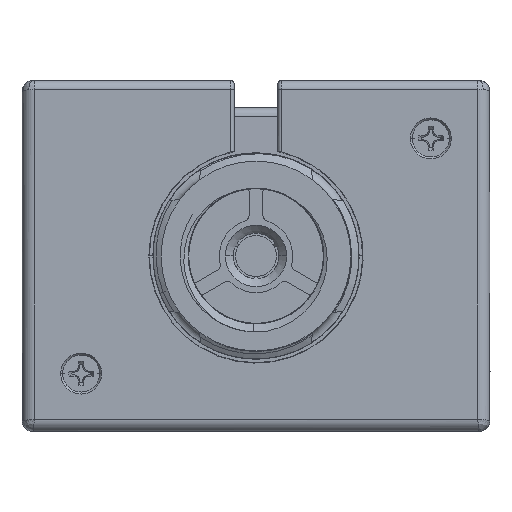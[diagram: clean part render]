
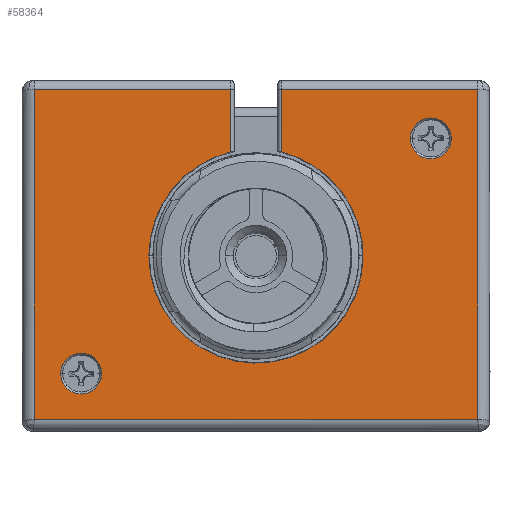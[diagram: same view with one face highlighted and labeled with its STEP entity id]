
A CAD part, front view. The second image highlights one B-rep face of the part: STEP entity #58364.
In plain terms, the highlighted planar face has unit normal (0, -1, 0).
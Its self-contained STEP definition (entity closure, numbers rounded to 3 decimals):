
#51230=DIRECTION('',(-1.,0.,0.));
#51231=VECTOR('',#51230,64.4);
#51232=CARTESIAN_POINT('',(32.2,0.,-23.7));
#51233=LINE('',#51232,#51231);
#51248=CARTESIAN_POINT('',(0.,0.,0.));
#51249=DIRECTION('',(0.,1.,0.));
#51250=DIRECTION('',(0.236,0.,0.972));
#51251=AXIS2_PLACEMENT_3D('',#51248,#51249,#51250);
#51253=CARTESIAN_POINT('',(0.,0.,0.));
#51254=DIRECTION('',(0.,1.,0.));
#51255=DIRECTION('',(-1.,0.,0.));
#51256=AXIS2_PLACEMENT_3D('',#51253,#51254,#51255);
#51258=CARTESIAN_POINT('',(-25.4,0.,-17.09));
#51259=DIRECTION('',(0.,1.,0.));
#51260=DIRECTION('',(1.,0.,0.));
#51261=AXIS2_PLACEMENT_3D('',#51258,#51259,#51260);
#51263=CARTESIAN_POINT('',(-25.4,0.,-17.09));
#51264=DIRECTION('',(0.,-1.,0.));
#51265=DIRECTION('',(1.,0.,0.));
#51266=AXIS2_PLACEMENT_3D('',#51263,#51264,#51265);
#51268=CARTESIAN_POINT('',(-25.4,0.,-17.09));
#51269=DIRECTION('',(0.,1.,0.));
#51270=DIRECTION('',(0.,0.,-1.));
#51271=AXIS2_PLACEMENT_3D('',#51268,#51269,#51270);
#51273=CARTESIAN_POINT('',(25.4,0.,17.09));
#51274=DIRECTION('',(0.,1.,0.));
#51275=DIRECTION('',(1.,0.,0.));
#51276=AXIS2_PLACEMENT_3D('',#51273,#51274,#51275);
#51278=CARTESIAN_POINT('',(25.4,0.,17.09));
#51279=DIRECTION('',(0.,-1.,0.));
#51280=DIRECTION('',(1.,0.,0.));
#51281=AXIS2_PLACEMENT_3D('',#51278,#51279,#51280);
#51283=CARTESIAN_POINT('',(25.4,0.,17.09));
#51284=DIRECTION('',(0.,1.,0.));
#51285=DIRECTION('',(0.,0.,-1.));
#51286=AXIS2_PLACEMENT_3D('',#51283,#51284,#51285);
#51308=DIRECTION('',(0.,0.,-1.));
#51309=VECTOR('',#51308,9.027);
#51310=CARTESIAN_POINT('',(-3.675,0.,24.15));
#51311=LINE('',#51310,#51309);
#51360=DIRECTION('',(1.,0.,0.));
#51361=VECTOR('',#51360,28.525);
#51362=CARTESIAN_POINT('',(-32.2,0.,24.15));
#51363=LINE('',#51362,#51361);
#51378=DIRECTION('',(0.,0.,1.));
#51379=VECTOR('',#51378,47.85);
#51380=CARTESIAN_POINT('',(-32.2,0.,-23.7));
#51381=LINE('',#51380,#51379);
#52542=DIRECTION('',(0.,0.,-1.));
#52543=VECTOR('',#52542,47.85);
#52544=CARTESIAN_POINT('',(32.2,0.,24.15));
#52545=LINE('',#52544,#52543);
#52603=DIRECTION('',(1.,0.,0.));
#52604=VECTOR('',#52603,28.525);
#52605=CARTESIAN_POINT('',(3.675,0.,24.15));
#52606=LINE('',#52605,#52604);
#52622=DIRECTION('',(0.,0.,1.));
#52623=VECTOR('',#52622,9.027);
#52624=CARTESIAN_POINT('',(3.675,0.,15.123));
#52625=LINE('',#52624,#52623);
#56848=CARTESIAN_POINT('',(32.2,0.,-23.7));
#56849=CARTESIAN_POINT('',(-32.2,0.,-23.7));
#56850=VERTEX_POINT('',#56848);
#56851=VERTEX_POINT('',#56849);
#56852=CARTESIAN_POINT('',(3.675,0.,24.15));
#56853=CARTESIAN_POINT('',(32.2,0.,24.15));
#56854=VERTEX_POINT('',#56852);
#56855=VERTEX_POINT('',#56853);
#56856=CARTESIAN_POINT('',(-32.2,0.,24.15));
#56857=VERTEX_POINT('',#56856);
#56858=CARTESIAN_POINT('',(-3.675,0.,24.15));
#56859=VERTEX_POINT('',#56858);
#56860=CARTESIAN_POINT('',(-3.675,0.,15.123));
#56861=VERTEX_POINT('',#56860);
#56862=CARTESIAN_POINT('',(3.675,0.,15.123));
#56863=VERTEX_POINT('',#56862);
#56864=CARTESIAN_POINT('',(-22.425,0.,
-17.09));
#56865=CARTESIAN_POINT('',(-28.375,0.,
-17.09));
#56866=VERTEX_POINT('',#56864);
#56867=VERTEX_POINT('',#56865);
#56868=CARTESIAN_POINT('',(28.375,0.,
17.09));
#56869=CARTESIAN_POINT('',(22.425,0.,
17.09));
#56870=VERTEX_POINT('',#56868);
#56871=VERTEX_POINT('',#56869);
#58253=CARTESIAN_POINT('',(25.4,0.,14.115));
#58254=VERTEX_POINT('',#58253);
#58255=CARTESIAN_POINT('',(-25.4,0.,-20.065));
#58256=VERTEX_POINT('',#58255);
#58257=CARTESIAN_POINT('',(-15.563,0.,0.));
#58258=VERTEX_POINT('',#58257);
#58324=CARTESIAN_POINT('',(0.,0.,0.225));
#58325=DIRECTION('',(0.,1.,0.));
#58326=DIRECTION('',(1.,0.,0.));
#58327=AXIS2_PLACEMENT_3D('',#58324,#58325,#58326);
#58328=PLANE('',#58327);
#58330=ORIENTED_EDGE('',*,*,#58329,.F.);
#58332=ORIENTED_EDGE('',*,*,#58331,.T.);
#58334=ORIENTED_EDGE('',*,*,#58333,.T.);
#58336=ORIENTED_EDGE('',*,*,#58335,.T.);
#58337=ORIENTED_EDGE('',*,*,#58314,.T.);
#58339=ORIENTED_EDGE('',*,*,#58338,.T.);
#58341=ORIENTED_EDGE('',*,*,#58340,.T.);
#58343=ORIENTED_EDGE('',*,*,#58342,.T.);
#58345=ORIENTED_EDGE('',*,*,#58344,.F.);
#58346=EDGE_LOOP('',(#58330,#58332,#58334,#58336,#58337,#58339,#58341,#58343,
#58345));
#58347=FACE_OUTER_BOUND('',#58346,.F.);
#58349=ORIENTED_EDGE('',*,*,#58348,.F.);
#58351=ORIENTED_EDGE('',*,*,#58350,.T.);
#58353=ORIENTED_EDGE('',*,*,#58352,.F.);
#58354=EDGE_LOOP('',(#58349,#58351,#58353));
#58355=FACE_BOUND('',#58354,.F.);
#58357=ORIENTED_EDGE('',*,*,#58356,.F.);
#58359=ORIENTED_EDGE('',*,*,#58358,.T.);
#58361=ORIENTED_EDGE('',*,*,#58360,.F.);
#58362=EDGE_LOOP('',(#58357,#58359,#58361));
#58363=FACE_BOUND('',#58362,.F.);
#58364=ADVANCED_FACE('',(#58347,#58355,#58363),#58328,.F.);
#51252=CIRCLE('',#51251,15.563);
#51257=CIRCLE('',#51256,15.563);
#51262=CIRCLE('',#51261,2.975);
#51267=CIRCLE('',#51266,2.975);
#51272=CIRCLE('',#51271,2.975);
#51277=CIRCLE('',#51276,2.975);
#51282=CIRCLE('',#51281,2.975);
#51287=CIRCLE('',#51286,2.975);
#58314=EDGE_CURVE('',#56850,#56851,#51233,.T.);
#58329=EDGE_CURVE('',#56863,#58258,#51252,.T.);
#58331=EDGE_CURVE('',#56863,#56854,#52625,.T.);
#58333=EDGE_CURVE('',#56854,#56855,#52606,.T.);
#58335=EDGE_CURVE('',#56855,#56850,#52545,.T.);
#58338=EDGE_CURVE('',#56851,#56857,#51381,.T.);
#58340=EDGE_CURVE('',#56857,#56859,#51363,.T.);
#58342=EDGE_CURVE('',#56859,#56861,#51311,.T.);
#58344=EDGE_CURVE('',#58258,#56861,#51257,.T.);
#58348=EDGE_CURVE('',#56866,#58256,#51262,.T.);
#58350=EDGE_CURVE('',#56866,#56867,#51267,.T.);
#58352=EDGE_CURVE('',#58256,#56867,#51272,.T.);
#58356=EDGE_CURVE('',#56870,#58254,#51277,.T.);
#58358=EDGE_CURVE('',#56870,#56871,#51282,.T.);
#58360=EDGE_CURVE('',#58254,#56871,#51287,.T.);
